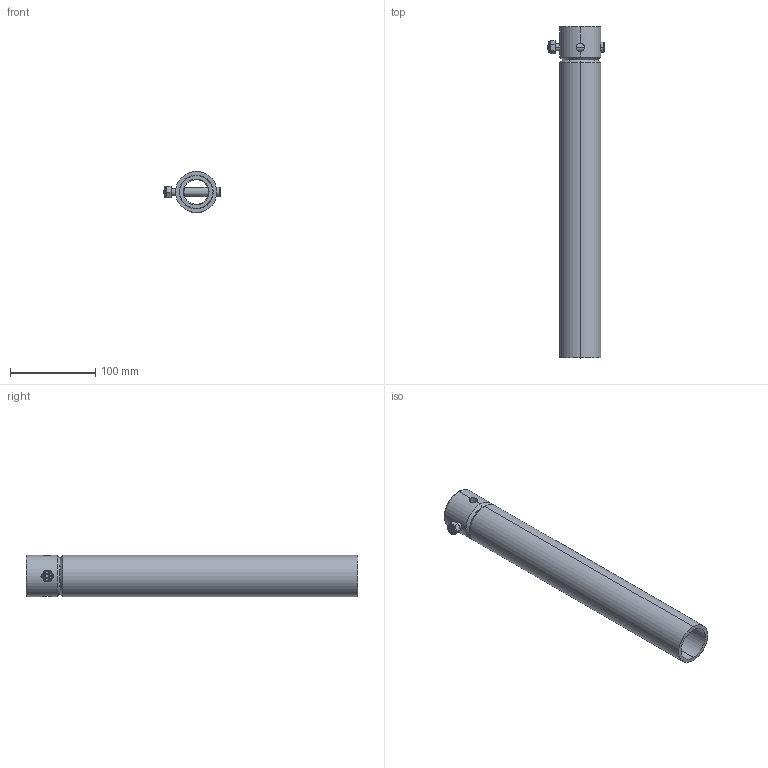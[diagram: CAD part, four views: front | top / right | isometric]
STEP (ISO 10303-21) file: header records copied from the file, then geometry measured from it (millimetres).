
FILE_DESCRIPTION (( 'STEP AP203' ), '1' );
FILE_NAME ('T45757.STEP', '2018-07-30T08:23:02', ( '' ), ( '' ), 'SwSTEP 2.0', 'SolidWorks 2016', '' );
FILE_SCHEMA (( 'CONFIG_CONTROL_DESIGN' ));
Length unit declared in the file: millimetre
Products named in the file (7): TH3138; TH3137; TH3135; SW3dPS-nyloc nut, st stl a2 iso_M8 NYLOC; T45756; TH3116; T45757
Assembly tree (6 placements, depth 3):
  T45757
    TH3138
      TH3137
      TH3116
    T45756
      TH3135
      SW3dPS-nyloc nut, st stl a2 iso_M8 NYLOC
Bounding box: 66 x 389 x 48.3 mm (x, y, z)
Volume: 256333.5 mm3; surface area: 114545.5 mm2
Topology: 4 solids, 4 shells, 80 faces, 174 edges, 102 vertices
Faces by surface type: cone 34, cylinder 18, plane 18, torus 10
Entity records: 3625 total; most frequent: CARTESIAN_POINT 1129, DIRECTION 400, ORIENTED_EDGE 348, AXIS2_PLACEMENT_3D 175, EDGE_CURVE 174, VERTEX_POINT 102, EDGE_LOOP 94, CIRCLE 84
